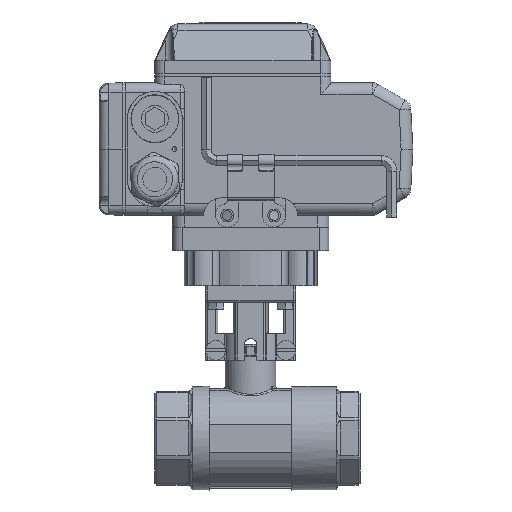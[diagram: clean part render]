
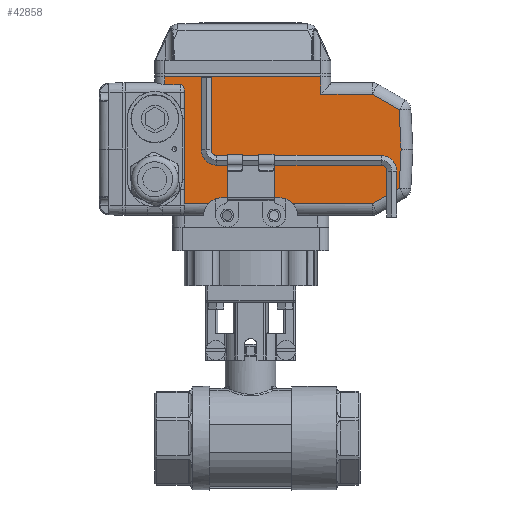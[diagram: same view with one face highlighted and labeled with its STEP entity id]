
A CAD part, left-side view. The second image highlights one B-rep face of the part: STEP entity #42858.
In plain terms, the highlighted face is planar.
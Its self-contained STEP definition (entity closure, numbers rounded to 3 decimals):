
#770=B_SPLINE_CURVE_WITH_KNOTS('',3,(#65998,#65999,#66000,#66001,#66002,
#66003,#66004),.UNSPECIFIED.,.F.,.F.,(4,1,1,1,4),(0.,
0.001,0.003,0.004,0.005),
 .UNSPECIFIED.);
#2124=CIRCLE('',#46167,9.);
#2125=CIRCLE('',#46168,9.);
#7411=ORIENTED_EDGE('',*,*,#18556,.T.);
#7412=ORIENTED_EDGE('',*,*,#18557,.F.);
#7413=ORIENTED_EDGE('',*,*,#18558,.F.);
#7414=ORIENTED_EDGE('',*,*,#18559,.F.);
#7415=ORIENTED_EDGE('',*,*,#18560,.T.);
#7416=ORIENTED_EDGE('',*,*,#18561,.T.);
#7417=ORIENTED_EDGE('',*,*,#18562,.T.);
#7418=ORIENTED_EDGE('',*,*,#18563,.T.);
#7419=ORIENTED_EDGE('',*,*,#18564,.T.);
#7420=ORIENTED_EDGE('',*,*,#18565,.T.);
#7421=ORIENTED_EDGE('',*,*,#17663,.F.);
#7422=ORIENTED_EDGE('',*,*,#17646,.F.);
#7423=ORIENTED_EDGE('',*,*,#18555,.T.);
#7424=ORIENTED_EDGE('',*,*,#18566,.T.);
#7425=ORIENTED_EDGE('',*,*,#18567,.T.);
#7426=ORIENTED_EDGE('',*,*,#18568,.T.);
#7427=ORIENTED_EDGE('',*,*,#18569,.T.);
#7428=ORIENTED_EDGE('',*,*,#18570,.T.);
#17646=EDGE_CURVE('',#23628,#23621,#27627,.T.);
#17663=EDGE_CURVE('',#23621,#23645,#27632,.T.);
#18555=EDGE_CURVE('',#23628,#24193,#28034,.T.);
#18556=EDGE_CURVE('',#24194,#24195,#28035,.T.);
#18557=EDGE_CURVE('',#24196,#24195,#2124,.T.);
#18558=EDGE_CURVE('',#24197,#24196,#28036,.T.);
#18559=EDGE_CURVE('',#24198,#24197,#2125,.T.);
#18560=EDGE_CURVE('',#24198,#24199,#28037,.T.);
#18561=EDGE_CURVE('',#24199,#24200,#28038,.T.);
#18562=EDGE_CURVE('',#24200,#24201,#28039,.T.);
#18563=EDGE_CURVE('',#24201,#24202,#28040,.T.);
#18564=EDGE_CURVE('',#24202,#24203,#28041,.T.);
#18565=EDGE_CURVE('',#24203,#23645,#28042,.T.);
#18566=EDGE_CURVE('',#24193,#24204,#28043,.T.);
#18567=EDGE_CURVE('',#24204,#24205,#770,.T.);
#18568=EDGE_CURVE('',#24205,#24206,#28044,.T.);
#18569=EDGE_CURVE('',#24206,#24207,#28045,.T.);
#18570=EDGE_CURVE('',#24207,#24194,#28046,.T.);
#23621=VERTEX_POINT('',#64020);
#23628=VERTEX_POINT('',#64033);
#23645=VERTEX_POINT('',#64070);
#24193=VERTEX_POINT('',#65973);
#24194=VERTEX_POINT('',#65977);
#24195=VERTEX_POINT('',#65978);
#24196=VERTEX_POINT('',#65980);
#24197=VERTEX_POINT('',#65982);
#24198=VERTEX_POINT('',#65984);
#24199=VERTEX_POINT('',#65986);
#24200=VERTEX_POINT('',#65988);
#24201=VERTEX_POINT('',#65990);
#24202=VERTEX_POINT('',#65992);
#24203=VERTEX_POINT('',#65994);
#24204=VERTEX_POINT('',#65997);
#24205=VERTEX_POINT('',#66005);
#24206=VERTEX_POINT('',#66007);
#24207=VERTEX_POINT('',#66009);
#27627=LINE('',#64034,#30949);
#27632=LINE('',#64069,#30954);
#28034=LINE('',#65974,#31356);
#28035=LINE('',#65976,#31357);
#28036=LINE('',#65981,#31358);
#28037=LINE('',#65985,#31359);
#28038=LINE('',#65987,#31360);
#28039=LINE('',#65989,#31361);
#28040=LINE('',#65991,#31362);
#28041=LINE('',#65993,#31363);
#28042=LINE('',#65995,#31364);
#28043=LINE('',#65996,#31365);
#28044=LINE('',#66006,#31366);
#28045=LINE('',#66008,#31367);
#28046=LINE('',#66010,#31368);
#30949=VECTOR('',#50923,1000.);
#30954=VECTOR('',#50956,1000.);
#31356=VECTOR('',#52894,1000.);
#31357=VECTOR('',#52897,1000.);
#31358=VECTOR('',#52900,1000.);
#31359=VECTOR('',#52903,1000.);
#31360=VECTOR('',#52904,1000.);
#31361=VECTOR('',#52905,1000.);
#31362=VECTOR('',#52906,1000.);
#31363=VECTOR('',#52907,1000.);
#31364=VECTOR('',#52908,1000.);
#31365=VECTOR('',#52909,1000.);
#31366=VECTOR('',#52910,1000.);
#31367=VECTOR('',#52911,1000.);
#31368=VECTOR('',#52912,1000.);
#34455=EDGE_LOOP('',(#7411,#7412,#7413,#7414,#7415,#7416,#7417,#7418,#7419,
#7420,#7421,#7422,#7423,#7424,#7425,#7426,#7427,#7428));
#37436=FACE_BOUND('',#34455,.T.);
#40046=PLANE('',#46166);
#42858=ADVANCED_FACE('',(#37436),#40046,.F.);
#46166=AXIS2_PLACEMENT_3D('',#65975,#52895,#52896);
#46167=AXIS2_PLACEMENT_3D('',#65979,#52898,#52899);
#46168=AXIS2_PLACEMENT_3D('',#65983,#52901,#52902);
#50923=DIRECTION('',(-1.,0.,0.));
#50956=DIRECTION('',(0.,0.,1.));
#52894=DIRECTION('',(0.,0.,1.));
#52895=DIRECTION('',(0.,1.,0.));
#52896=DIRECTION('',(0.,0.,1.));
#52897=DIRECTION('',(-1.,0.,0.));
#52898=DIRECTION('',(0.,-1.,0.));
#52899=DIRECTION('',(0.,0.,1.));
#52900=DIRECTION('',(1.,0.,0.));
#52901=DIRECTION('',(0.,-1.,0.));
#52902=DIRECTION('',(0.,0.,-1.));
#52903=DIRECTION('',(-1.,0.,0.));
#52904=DIRECTION('',(-0.866,0.,-0.5));
#52905=DIRECTION('',(-0.05,0.,-0.999));
#52906=DIRECTION('',(0.05,0.,-0.999));
#52907=DIRECTION('',(0.866,0.,-0.5));
#52908=DIRECTION('',(1.,0.,0.));
#52909=DIRECTION('',(-1.,0.,0.));
#52910=DIRECTION('',(0.,0.,1.));
#52911=DIRECTION('',(0.,0.,1.));
#52912=DIRECTION('',(0.,0.,1.));
#64020=CARTESIAN_POINT('',(-36.,-43.,-37.));
#64033=CARTESIAN_POINT('',(44.,-43.,-37.));
#64034=CARTESIAN_POINT('',(44.,-43.,-37.));
#64069=CARTESIAN_POINT('',(-36.,-43.,-37.));
#64070=CARTESIAN_POINT('',(-36.,-43.,-28.));
#65973=CARTESIAN_POINT('',(44.,-43.,-33.));
#65974=CARTESIAN_POINT('',(44.,-43.,-37.));
#65975=CARTESIAN_POINT('',(-62.144,-43.,-28.));
#65976=CARTESIAN_POINT('',(-62.144,-43.,28.));
#65977=CARTESIAN_POINT('',(34.,-43.,28.));
#65978=CARTESIAN_POINT('',(21.708,-43.,28.));
#65979=CARTESIAN_POINT('',(15.,-43.,34.));
#65980=CARTESIAN_POINT('',(15.,-43.,25.));
#65981=CARTESIAN_POINT('',(-15.,-43.,25.));
#65982=CARTESIAN_POINT('',(-15.,-43.,25.));
#65983=CARTESIAN_POINT('',(-15.,-43.,34.));
#65984=CARTESIAN_POINT('',(-21.708,-43.,28.));
#65985=CARTESIAN_POINT('',(-62.144,-43.,28.));
#65986=CARTESIAN_POINT('',(-62.144,-43.,28.));
#65987=CARTESIAN_POINT('',(-76.,-43.,20.));
#65988=CARTESIAN_POINT('',(-76.,-43.,20.));
#65989=CARTESIAN_POINT('',(-77.007,-43.,-0.297));
#65990=CARTESIAN_POINT('',(-76.993,-43.,0.));
#65991=CARTESIAN_POINT('',(-76.,-43.,-20.));
#65992=CARTESIAN_POINT('',(-76.,-43.,-20.));
#65993=CARTESIAN_POINT('',(-62.144,-43.,-28.));
#65994=CARTESIAN_POINT('',(-62.144,-43.,-28.));
#65995=CARTESIAN_POINT('',(-36.,-43.,-28.));
#65996=CARTESIAN_POINT('',(44.,-43.,-33.));
#65997=CARTESIAN_POINT('',(36.,-43.,-33.));
#65998=CARTESIAN_POINT('',(36.,-43.,-33.));
#65999=CARTESIAN_POINT('',(35.576,-43.,-33.));
#66000=CARTESIAN_POINT('',(34.756,-43.,-32.643));
#66001=CARTESIAN_POINT('',(34.128,-43.,-31.495));
#66002=CARTESIAN_POINT('',(33.99,-43.,-30.249));
#66003=CARTESIAN_POINT('',(34.,-43.,-29.417));
#66004=CARTESIAN_POINT('',(34.,-43.,-29.));
#66005=CARTESIAN_POINT('',(34.,-43.,-29.));
#66006=CARTESIAN_POINT('',(34.,-43.,34.));
#66007=CARTESIAN_POINT('',(34.,-43.,-20.696));
#66008=CARTESIAN_POINT('',(34.,-43.,34.));
#66009=CARTESIAN_POINT('',(34.,-43.,20.696));
#66010=CARTESIAN_POINT('',(34.,-43.,34.));
